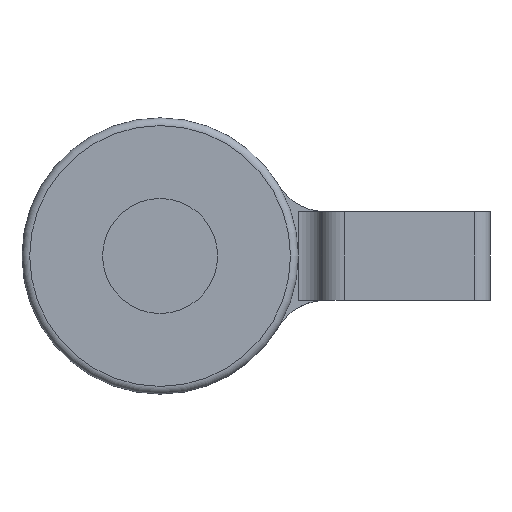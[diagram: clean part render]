
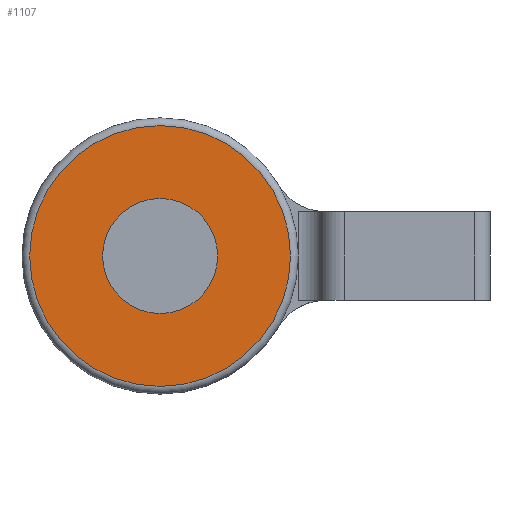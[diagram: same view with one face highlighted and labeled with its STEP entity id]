
A CAD part, front view. The second image highlights one B-rep face of the part: STEP entity #1107.
In plain terms, the highlighted planar face has unit normal (0, -1, 0).
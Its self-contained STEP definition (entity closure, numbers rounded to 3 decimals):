
#17=FACE_BOUND('',#124,.T.);
#24=PLANE('',#1202);
#63=FACE_OUTER_BOUND('',#123,.T.);
#123=EDGE_LOOP('',(#775,#776));
#124=EDGE_LOOP('',(#777,#778));
#191=CIRCLE('',#1200,17.);
#192=CIRCLE('',#1201,17.);
#193=CIRCLE('',#1203,7.5);
#194=CIRCLE('',#1204,7.5);
#474=VERTEX_POINT('',#1712);
#475=VERTEX_POINT('',#1714);
#476=VERTEX_POINT('',#1718);
#477=VERTEX_POINT('',#1719);
#594=EDGE_CURVE('',#474,#475,#191,.T.);
#595=EDGE_CURVE('',#475,#474,#192,.T.);
#596=EDGE_CURVE('',#476,#477,#193,.T.);
#597=EDGE_CURVE('',#477,#476,#194,.T.);
#775=ORIENTED_EDGE('',*,*,#595,.F.);
#776=ORIENTED_EDGE('',*,*,#594,.F.);
#777=ORIENTED_EDGE('',*,*,#596,.T.);
#778=ORIENTED_EDGE('',*,*,#597,.T.);
#1107=ADVANCED_FACE('',(#63,#17),#24,.F.);
#1200=AXIS2_PLACEMENT_3D('',#1715,#1354,#1355);
#1201=AXIS2_PLACEMENT_3D('',#1716,#1356,#1357);
#1202=AXIS2_PLACEMENT_3D('',#1717,#1358,#1359);
#1203=AXIS2_PLACEMENT_3D('',#1720,#1360,#1361);
#1204=AXIS2_PLACEMENT_3D('',#1721,#1362,#1363);
#1354=DIRECTION('center_axis',(0.,1.,0.));
#1355=DIRECTION('ref_axis',(0.,0.,1.));
#1356=DIRECTION('center_axis',(0.,1.,0.));
#1357=DIRECTION('ref_axis',(0.,0.,1.));
#1358=DIRECTION('center_axis',(0.,1.,0.));
#1359=DIRECTION('ref_axis',(0.,0.,1.));
#1360=DIRECTION('center_axis',(0.,1.,0.));
#1361=DIRECTION('ref_axis',(0.,0.,1.));
#1362=DIRECTION('center_axis',(0.,1.,0.));
#1363=DIRECTION('ref_axis',(0.,0.,1.));
#1712=CARTESIAN_POINT('',(-43.,-10.,-17.));
#1714=CARTESIAN_POINT('',(-43.,-10.,17.));
#1715=CARTESIAN_POINT('Origin',(-43.,-10.,0.));
#1716=CARTESIAN_POINT('Origin',(-43.,-10.,0.));
#1717=CARTESIAN_POINT('Origin',(-50.5,-10.,0.));
#1718=CARTESIAN_POINT('',(-43.,-10.,7.5));
#1719=CARTESIAN_POINT('',(-43.,-10.,-7.5));
#1720=CARTESIAN_POINT('Origin',(-43.,-10.,0.));
#1721=CARTESIAN_POINT('Origin',(-43.,-10.,0.));
